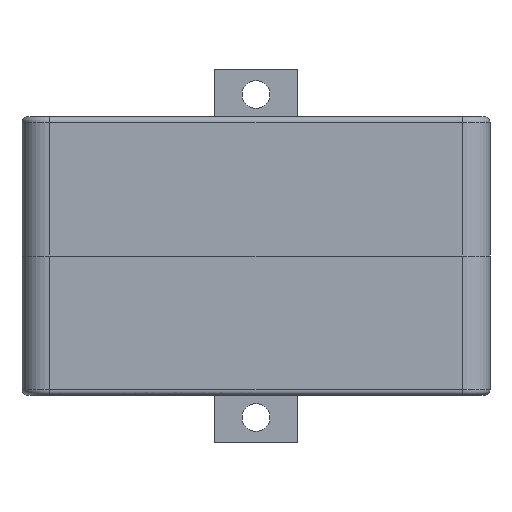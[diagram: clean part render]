
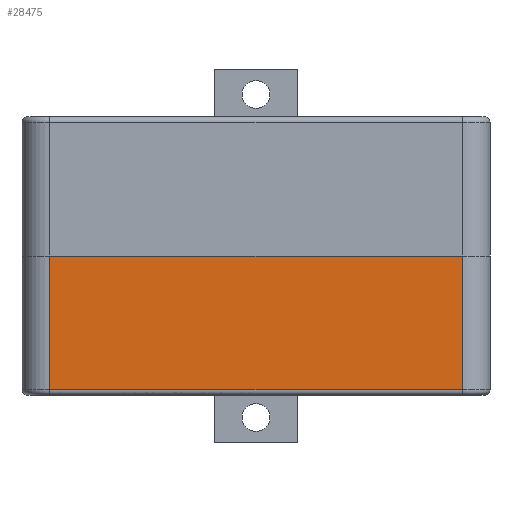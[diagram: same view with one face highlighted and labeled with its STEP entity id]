
A CAD part, front view. The second image highlights one B-rep face of the part: STEP entity #28475.
In plain terms, the highlighted planar face has unit normal (0, -1, 0).
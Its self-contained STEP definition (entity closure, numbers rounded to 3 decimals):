
#434 = DIRECTION ( 'NONE',  ( 0., 1., 0. ) ) ;
#496 = LINE ( 'NONE', #16857, #32943 ) ;
#3100 = CARTESIAN_POINT ( 'NONE',  ( 37., -43.5, 25. ) ) ;
#3447 = CARTESIAN_POINT ( 'NONE',  ( 0., -43.5, 25. ) ) ;
#3722 = DIRECTION ( 'NONE',  ( 1., 0., 0. ) ) ;
#4183 = PLANE ( 'NONE',  #52119 ) ;
#4758 = LINE ( 'NONE', #25665, #30943 ) ;
#4835 = CARTESIAN_POINT ( 'NONE',  ( 37., -43.5, 1. ) ) ;
#5416 = VECTOR ( 'NONE', #3722, 1000. ) ;
#6000 = VERTEX_POINT ( 'NONE', #38258 ) ;
#6342 = EDGE_CURVE ( 'NONE', #48992, #15353, #44657, .T. ) ;
#9845 = DIRECTION ( 'NONE',  ( 0., 0., -1. ) ) ;
#10825 = ORIENTED_EDGE ( 'NONE', *, *, #36582, .T. ) ;
#12220 = CARTESIAN_POINT ( 'NONE',  ( 0., -43.5, 2. ) ) ;
#14701 = EDGE_CURVE ( 'NONE', #38168, #15353, #4758, .T. ) ;
#15353 = VERTEX_POINT ( 'NONE', #4835 ) ;
#16857 = CARTESIAN_POINT ( 'NONE',  ( -37., -43.5, 2. ) ) ;
#19962 = CARTESIAN_POINT ( 'NONE',  ( -37., -43.5, 1. ) ) ;
#20814 = DIRECTION ( 'NONE',  ( -1., 0., 0. ) ) ;
#23931 = EDGE_LOOP ( 'NONE', ( #10825, #27170, #38122, #30831 ) ) ;
#25665 = CARTESIAN_POINT ( 'NONE',  ( 37., -43.5, 2. ) ) ;
#27170 = ORIENTED_EDGE ( 'NONE', *, *, #6342, .T. ) ;
#28475 = ADVANCED_FACE ( 'NONE', ( #40667 ), #4183, .F. ) ;
#29453 = DIRECTION ( 'NONE',  ( 0., 0., -1. ) ) ;
#30831 = ORIENTED_EDGE ( 'NONE', *, *, #47772, .F. ) ;
#30943 = VECTOR ( 'NONE', #9845, 1000. ) ;
#32943 = VECTOR ( 'NONE', #29453, 1000. ) ;
#36582 = EDGE_CURVE ( 'NONE', #6000, #48992, #496, .T. ) ;
#38122 = ORIENTED_EDGE ( 'NONE', *, *, #14701, .F. ) ;
#38168 = VERTEX_POINT ( 'NONE', #3100 ) ;
#38258 = CARTESIAN_POINT ( 'NONE',  ( -37., -43.5, 25. ) ) ;
#39842 = DIRECTION ( 'NONE',  ( 1., 0., 0. ) ) ;
#40649 = CARTESIAN_POINT ( 'NONE',  ( 0., -43.5, 1. ) ) ;
#40667 = FACE_OUTER_BOUND ( 'NONE', #23931, .T. ) ;
#44657 = LINE ( 'NONE', #40649, #50610 ) ;
#47772 = EDGE_CURVE ( 'NONE', #6000, #38168, #48776, .T. ) ;
#48776 = LINE ( 'NONE', #3447, #5416 ) ;
#48992 = VERTEX_POINT ( 'NONE', #19962 ) ;
#50610 = VECTOR ( 'NONE', #39842, 1000. ) ;
#52119 = AXIS2_PLACEMENT_3D ( 'NONE', #12220, #434, #20814 ) ;
